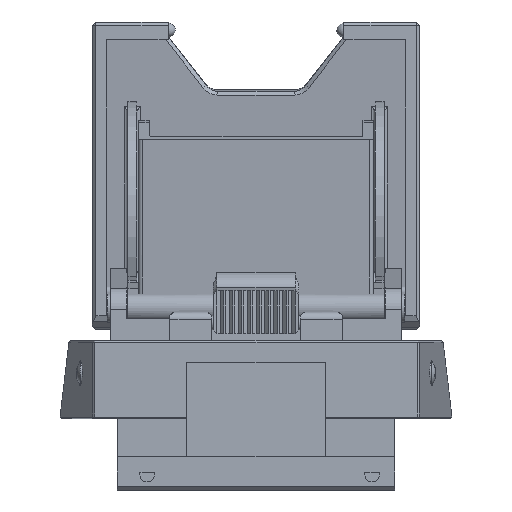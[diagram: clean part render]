
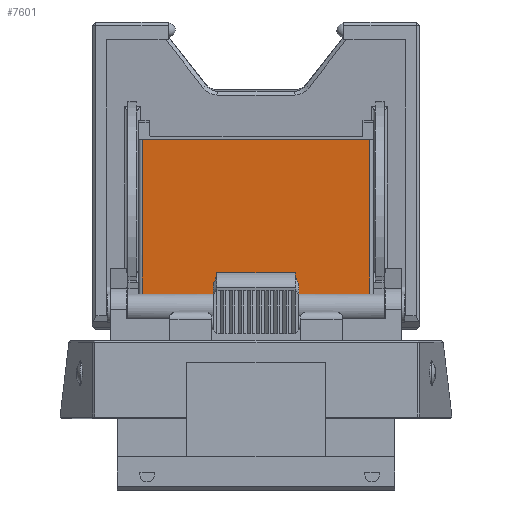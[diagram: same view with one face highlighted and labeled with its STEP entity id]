
A CAD part, front view. The second image highlights one B-rep face of the part: STEP entity #7601.
In plain terms, the highlighted face is planar.
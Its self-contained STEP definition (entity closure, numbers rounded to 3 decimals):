
#86=B_SPLINE_CURVE_WITH_KNOTS('',3,(#16830,#16831,#16832,#16833),
 .UNSPECIFIED.,.F.,.F.,(4,4),(0.,0.002),.UNSPECIFIED.);
#87=B_SPLINE_CURVE_WITH_KNOTS('',3,(#16837,#16838,#16839,#16840),
 .UNSPECIFIED.,.F.,.F.,(4,4),(0.,0.002),.UNSPECIFIED.);
#2262=ORIENTED_EDGE('',*,*,#3439,.F.);
#2263=ORIENTED_EDGE('',*,*,#3440,.T.);
#2264=ORIENTED_EDGE('',*,*,#3441,.T.);
#2265=ORIENTED_EDGE('',*,*,#3442,.T.);
#2266=ORIENTED_EDGE('',*,*,#3443,.F.);
#2267=ORIENTED_EDGE('',*,*,#3435,.F.);
#2268=ORIENTED_EDGE('',*,*,#3430,.T.);
#2269=ORIENTED_EDGE('',*,*,#3427,.T.);
#2270=ORIENTED_EDGE('',*,*,#3425,.T.);
#2271=ORIENTED_EDGE('',*,*,#3438,.F.);
#3425=EDGE_CURVE('',#4177,#4176,#4953,.F.);
#3427=EDGE_CURVE('',#4178,#4177,#4954,.T.);
#3430=EDGE_CURVE('',#4179,#4178,#4955,.T.);
#3435=EDGE_CURVE('',#4179,#4184,#4960,.T.);
#3438=EDGE_CURVE('',#4185,#4176,#4961,.T.);
#3439=EDGE_CURVE('',#4186,#4185,#4962,.T.);
#3440=EDGE_CURVE('',#4186,#4187,#86,.T.);
#3441=EDGE_CURVE('',#4187,#4188,#4963,.F.);
#3442=EDGE_CURVE('',#4188,#4189,#87,.T.);
#3443=EDGE_CURVE('',#4184,#4189,#4964,.T.);
#4176=VERTEX_POINT('',#16796);
#4177=VERTEX_POINT('',#16798);
#4178=VERTEX_POINT('',#16802);
#4179=VERTEX_POINT('',#16809);
#4184=VERTEX_POINT('',#16822);
#4185=VERTEX_POINT('',#16825);
#4186=VERTEX_POINT('',#16829);
#4187=VERTEX_POINT('',#16834);
#4188=VERTEX_POINT('',#16836);
#4189=VERTEX_POINT('',#16841);
#4953=LINE('',#16797,#5749);
#4954=LINE('',#16801,#5750);
#4955=LINE('',#16810,#5751);
#4960=LINE('',#16821,#5756);
#4961=LINE('',#16826,#5757);
#4962=LINE('',#16828,#5758);
#4963=LINE('',#16835,#5759);
#4964=LINE('',#16842,#5760);
#5749=VECTOR('',#10991,1000.);
#5750=VECTOR('',#10996,1000.);
#5751=VECTOR('',#11001,1000.);
#5756=VECTOR('',#11010,1000.);
#5757=VECTOR('',#11015,1000.);
#5758=VECTOR('',#11018,1000.);
#5759=VECTOR('',#11019,1000.);
#5760=VECTOR('',#11020,1000.);
#6318=EDGE_LOOP('',(#2262,#2263,#2264,#2265,#2266,#2267,#2268,#2269,#2270,
#2271));
#6848=FACE_BOUND('',#6318,.T.);
#7187=PLANE('',#9153);
#7601=ADVANCED_FACE('',(#6848),#7187,.T.);
#9153=AXIS2_PLACEMENT_3D('',#16827,#11016,#11017);
#10991=DIRECTION('',(0.,0.998,0.07));
#10996=DIRECTION('',(-1.,0.,0.));
#11001=DIRECTION('',(0.,0.998,0.07));
#11010=DIRECTION('',(-1.,0.,0.));
#11015=DIRECTION('',(-1.,0.,0.));
#11016=DIRECTION('',(0.,-0.07,0.998));
#11017=DIRECTION('',(0.,-0.998,-0.07));
#11018=DIRECTION('',(0.,-0.998,-0.07));
#11019=DIRECTION('',(-1.,0.,0.));
#11020=DIRECTION('',(0.,0.998,0.07));
#16796=CARTESIAN_POINT('',(-16.,-13.377,6.723));
#16797=CARTESIAN_POINT('',(-16.,-13.377,6.723));
#16798=CARTESIAN_POINT('',(-16.,8.324,8.24));
#16801=CARTESIAN_POINT('',(20.5,8.324,8.24));
#16802=CARTESIAN_POINT('',(16.,8.324,8.24));
#16809=CARTESIAN_POINT('',(16.,-13.377,6.723));
#16810=CARTESIAN_POINT('',(16.,11.28,8.447));
#16821=CARTESIAN_POINT('',(0.,-13.377,6.723));
#16822=CARTESIAN_POINT('',(6.,-13.377,6.723));
#16825=CARTESIAN_POINT('',(-6.,-13.377,6.723));
#16826=CARTESIAN_POINT('',(0.,-13.377,6.723));
#16827=CARTESIAN_POINT('',(20.5,11.28,8.447));
#16828=CARTESIAN_POINT('',(-6.,-11.381,6.862));
#16829=CARTESIAN_POINT('',(-6.,-11.88,6.827));
#16830=CARTESIAN_POINT('',(-6.,-11.88,6.827));
#16831=CARTESIAN_POINT('',(-5.725,-11.423,6.859));
#16832=CARTESIAN_POINT('',(-5.5,-10.921,6.894));
#16833=CARTESIAN_POINT('',(-5.5,-10.384,6.932));
#16834=CARTESIAN_POINT('',(-5.5,-10.384,6.932));
#16835=CARTESIAN_POINT('',(20.5,-10.384,6.932));
#16836=CARTESIAN_POINT('',(5.5,-10.384,6.932));
#16837=CARTESIAN_POINT('',(5.5,-10.384,6.932));
#16838=CARTESIAN_POINT('',(5.5,-10.921,6.894));
#16839=CARTESIAN_POINT('',(5.725,-11.422,6.859));
#16840=CARTESIAN_POINT('',(6.,-11.88,6.827));
#16841=CARTESIAN_POINT('',(6.,-11.88,6.827));
#16842=CARTESIAN_POINT('',(6.,-13.377,6.723));
